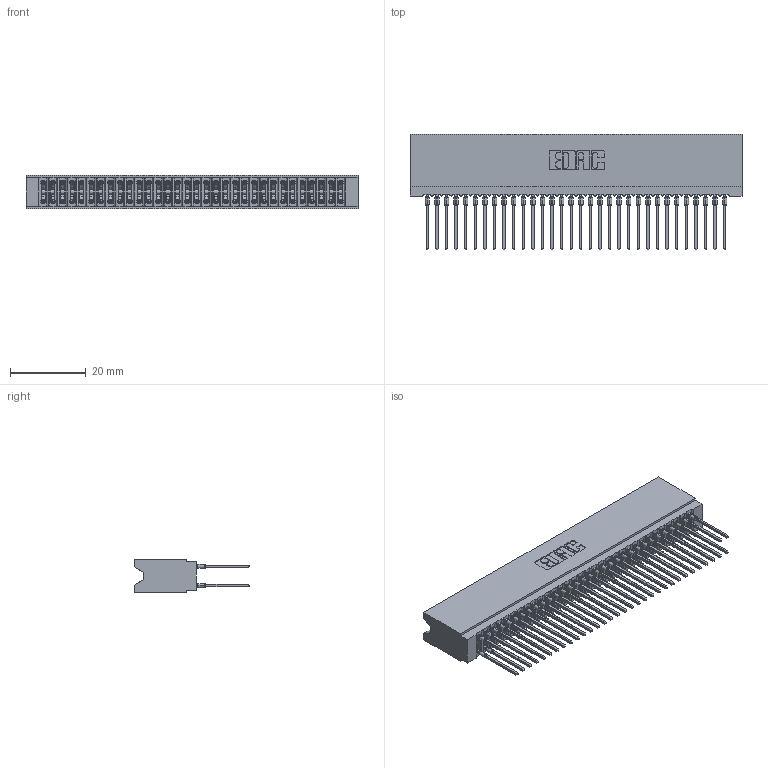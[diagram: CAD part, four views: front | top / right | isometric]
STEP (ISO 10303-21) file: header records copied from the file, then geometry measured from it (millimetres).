
FILE_DESCRIPTION (( 'STEP AP203' ), '1' );
FILE_NAME ('745-064-545-206.STEP', '2026-02-26T19:20:00', ( '' ), ( '' ), 'SwSTEP 2.0', 'SolidWorks 2023', '' );
FILE_SCHEMA (( 'CONFIG_CONTROL_DESIGN' ));
Length unit declared in the file: millimetre
Products named in the file (3): 745 Part_Insulator Option - 06; 745-292-001_545; 745-064-545-206
Assembly tree (65 placements, depth 2):
  745-064-545-206
    745 Part_Insulator Option - 06
    745-292-001_545  x64
Bounding box: 87.88 x 30.62 x 8.89 mm (x, y, z)
Volume: 8177.4 mm3; surface area: 17395.6 mm2
Topology: 65 solids, 65 shells, 5824 faces, 15652 edges, 9836 vertices
Faces by surface type: plane 3000, bspline 1280, cylinder 1160, torus 384
Entity records: 55258 total; most frequent: CARTESIAN_POINT 10090, ORIENTED_EDGE 9506, DIRECTION 8313, EDGE_CURVE 4753, LINE 4379, VECTOR 4379, VERTEX_POINT 3032, AXIS2_PLACEMENT_3D 1967
